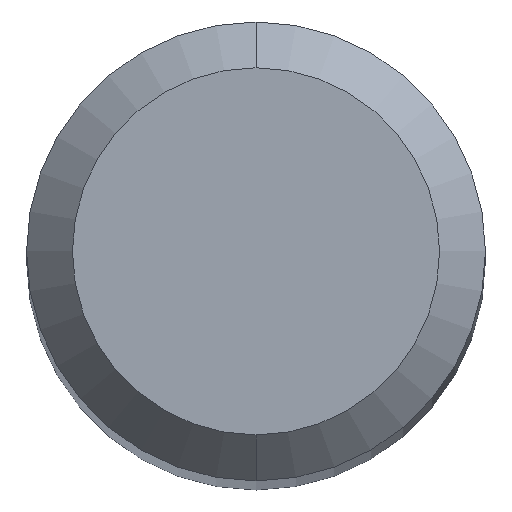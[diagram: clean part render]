
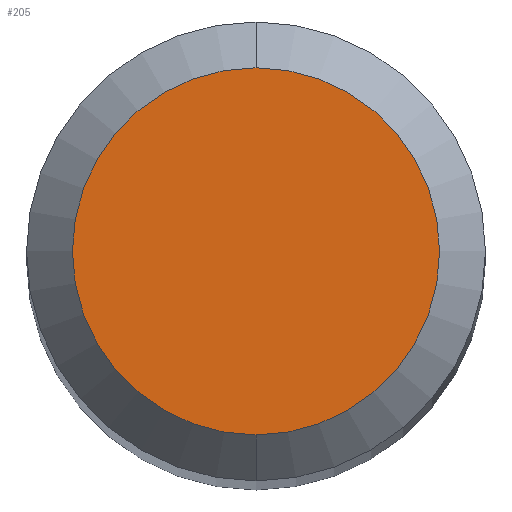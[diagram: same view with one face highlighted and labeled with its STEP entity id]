
A CAD part, top view. The second image highlights one B-rep face of the part: STEP entity #205.
In plain terms, the highlighted planar face has unit normal (0, 0, 1).
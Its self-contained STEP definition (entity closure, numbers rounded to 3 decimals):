
#205=ADVANCED_FACE('',(#514),#515,.T.);
#245=VERTEX_POINT('',#558);
#291=VERTEX_POINT('',#608);
#389=EDGE_CURVE('',#245,#291,#715,.T.);
#459=EDGE_CURVE('',#291,#245,#795,.T.);
#514=FACE_OUTER_BOUND('',#859,.T.);
#515=PLANE('',#860);
#558=CARTESIAN_POINT('',(0.0,1.2,0.0));
#608=CARTESIAN_POINT('',(0.,-1.2,0.0));
#715=CIRCLE('',#1270,1.2);
#795=CIRCLE('',#1438,1.2);
#859=EDGE_LOOP('',(#1476,#1477));
#860=AXIS2_PLACEMENT_3D('',#1478,#1479,#1480);
#1270=AXIS2_PLACEMENT_3D('',#1689,#1690,#1691);
#1438=AXIS2_PLACEMENT_3D('',#1794,#1795,#1796);
#1476=ORIENTED_EDGE('',*,*,#389,.F.);
#1477=ORIENTED_EDGE('',*,*,#459,.F.);
#1478=CARTESIAN_POINT('',(0.0,0.6,0.0));
#1479=DIRECTION('',(-0.0,0.0,1.0));
#1480=DIRECTION('',(0.0,-1.0,0.0));
#1689=CARTESIAN_POINT('',(0.0,0.0,0.0));
#1690=DIRECTION('',(0.0,0.0,-1.0));
#1691=DIRECTION('',(0.0,1.0,0.0));
#1794=CARTESIAN_POINT('',(0.0,0.0,0.0));
#1795=DIRECTION('',(0.0,0.0,-1.0));
#1796=DIRECTION('',(0.0,1.0,0.0));
